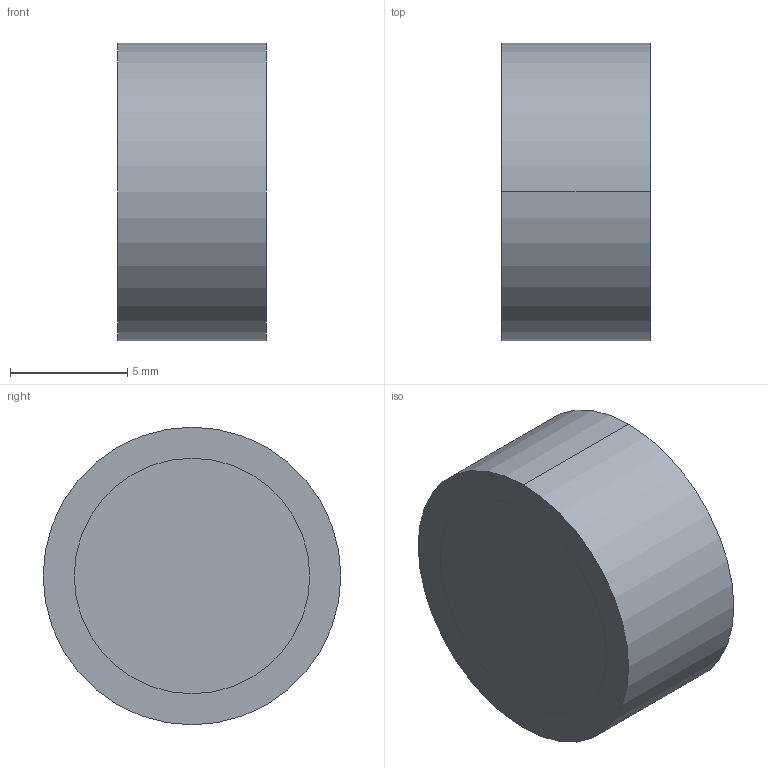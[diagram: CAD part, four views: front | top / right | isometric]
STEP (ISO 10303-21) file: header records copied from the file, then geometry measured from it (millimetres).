
FILE_DESCRIPTION (( 'STEP AP203' ), '1' );
FILE_NAME ('440002.STEP', '2019-08-23T07:20:13', ( '' ), ( '' ), 'SwSTEP 2.0', 'SolidWorks 2016', '' );
FILE_SCHEMA (( 'CONFIG_CONTROL_DESIGN' ));
Length unit declared in the file: millimetre
Products named in the file (2): 440002
Bounding box: 6.35 x 12.7 x 12.7 mm (x, y, z)
Volume: 580.2 mm3; surface area: 957.9 mm2
Topology: 3 solids, 3 shells, 20 faces, 36 edges, 24 vertices
Faces by surface type: cylinder 12, plane 8
Entity records: 659 total; most frequent: DIRECTION 104, CARTESIAN_POINT 82, ORIENTED_EDGE 72, AXIS2_PLACEMENT_3D 46, EDGE_CURVE 36, EDGE_LOOP 24, VERTEX_POINT 24, CIRCLE 24
